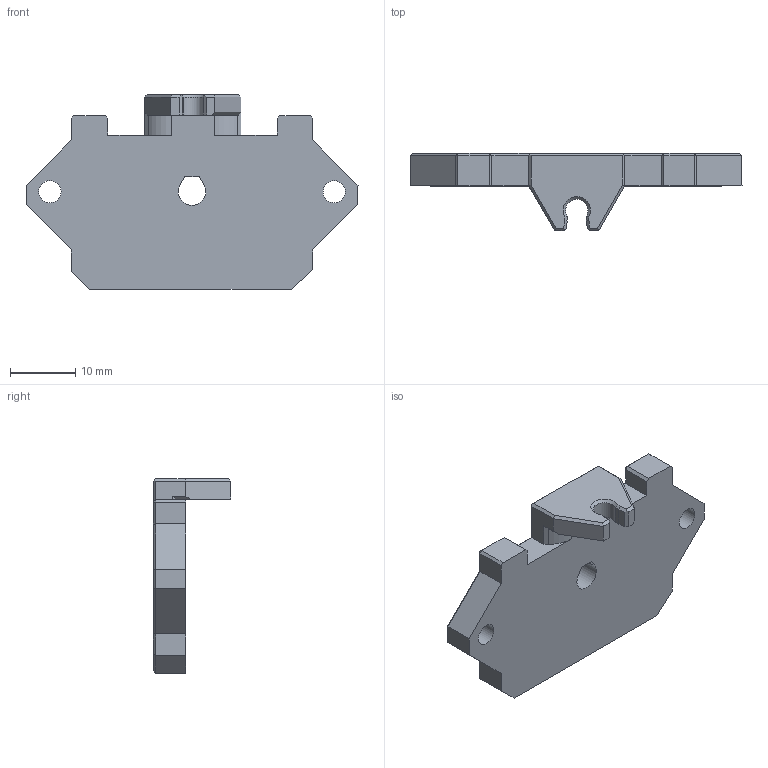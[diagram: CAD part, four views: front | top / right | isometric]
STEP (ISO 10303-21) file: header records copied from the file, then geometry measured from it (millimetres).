
FILE_DESCRIPTION(/* description */ (''),/* implementation_level */ '2;1');
FILE_NAME(/* name */ 'Anthead sherpa spacer v1.step',/* time_stamp */ '2024-11-18T18:05:16-08:00',/* author */ (''),/* organization */ (''),/* preprocessor_version */ 'ST-DEVELOPER v20',/* originating_system */ 'Autodesk Translation Framework v13.20.0.188',/* authorisation */ '');
FILE_SCHEMA (('AUTOMOTIVE_DESIGN { 1 0 10303 214 3 1 1 }'));
Length unit declared in the file: millimetre
Products named in the file (3): Anthead sherpa spacer; AntHead_Assembly; LGX_Lite_Adapter
Assembly tree (2 placements, depth 3):
  Anthead sherpa spacer
    AntHead_Assembly
      LGX_Lite_Adapter
Bounding box: 50.84 x 11.9 x 29.81 mm (x, y, z)
Volume: 5621.8 mm3; surface area: 3246.4 mm2
Topology: 1 solids, 1 shells, 94 faces, 235 edges, 143 vertices
Faces by surface type: plane 86, cylinder 6, cone 2
Full cylindrical faces by diameter (mm): 3.4 x2
Entity records: 2799 total; most frequent: CARTESIAN_POINT 483, ORIENTED_EDGE 470, DIRECTION 445, EDGE_CURVE 235, LINE 219, VECTOR 219, VERTEX_POINT 143, AXIS2_PLACEMENT_3D 113
